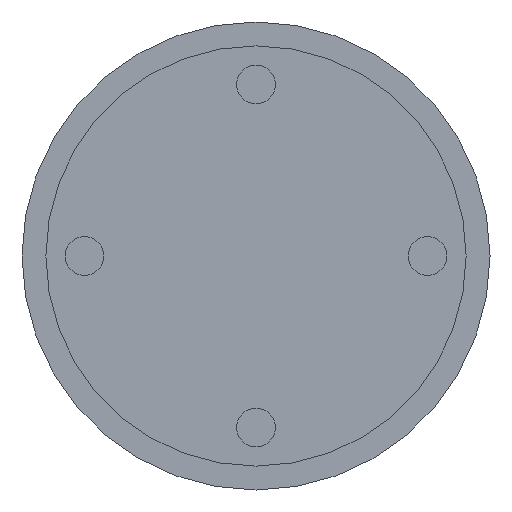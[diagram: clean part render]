
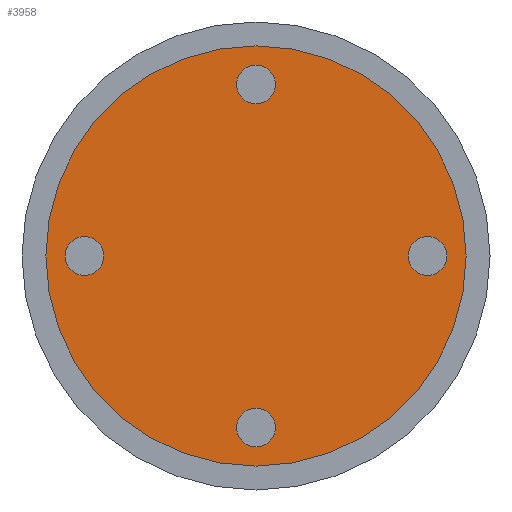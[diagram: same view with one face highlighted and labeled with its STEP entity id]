
A CAD part, front view. The second image highlights one B-rep face of the part: STEP entity #3958.
In plain terms, the highlighted planar face has unit normal (0, -1, 0).
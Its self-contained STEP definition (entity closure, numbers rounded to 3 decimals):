
#182 = ORIENTED_EDGE ( 'NONE', *, *, #4271, .F. ) ;
#184 = DIRECTION ( 'NONE',  ( 0., 0., -1. ) ) ;
#285 = VERTEX_POINT ( 'NONE', #5597 ) ;
#740 = AXIS2_PLACEMENT_3D ( 'NONE', #9950, #9138, #6786 ) ;
#822 = EDGE_CURVE ( 'NONE', #1896, #5324, #2583, .T. ) ;
#853 = DIRECTION ( 'NONE',  ( 0., -1., 0. ) ) ;
#1033 = DIRECTION ( 'NONE',  ( 0., -1., 0. ) ) ;
#1051 = VERTEX_POINT ( 'NONE', #3516 ) ;
#1271 = CIRCLE ( 'NONE', #5292, 0.405 ) ;
#1323 = DIRECTION ( 'NONE',  ( 0., -1., 0. ) ) ;
#1327 = AXIS2_PLACEMENT_3D ( 'NONE', #3942, #8857, #5637 ) ;
#1428 = EDGE_LOOP ( 'NONE', ( #2872, #9623 ) ) ;
#1450 = CARTESIAN_POINT ( 'NONE',  ( -3.592, 0.5, 0.405 ) ) ;
#1459 = VERTEX_POINT ( 'NONE', #2341 ) ;
#1475 = CIRCLE ( 'NONE', #8720, 0.405 ) ;
#1491 = EDGE_CURVE ( 'NONE', #9050, #6536, #6491, .T. ) ;
#1656 = EDGE_LOOP ( 'NONE', ( #8784, #5716 ) ) ;
#1692 = VERTEX_POINT ( 'NONE', #3685 ) ;
#1830 = EDGE_CURVE ( 'NONE', #5159, #9533, #8671, .T. ) ;
#1896 = VERTEX_POINT ( 'NONE', #4638 ) ;
#1919 = AXIS2_PLACEMENT_3D ( 'NONE', #3279, #853, #10264 ) ;
#1926 = CARTESIAN_POINT ( 'NONE',  ( 3.592, 0.5, 0. ) ) ;
#2046 = DIRECTION ( 'NONE',  ( 0., 0., -1. ) ) ;
#2218 = ORIENTED_EDGE ( 'NONE', *, *, #6809, .F. ) ;
#2265 = AXIS2_PLACEMENT_3D ( 'NONE', #7038, #1323, #7088 ) ;
#2341 = CARTESIAN_POINT ( 'NONE',  ( 0., 0.5, 3.997 ) ) ;
#2372 = ORIENTED_EDGE ( 'NONE', *, *, #9216, .F. ) ;
#2489 = AXIS2_PLACEMENT_3D ( 'NONE', #1926, #1033, #5839 ) ;
#2526 = CARTESIAN_POINT ( 'NONE',  ( 0., 0.5, 3.592 ) ) ;
#2548 = FACE_OUTER_BOUND ( 'NONE', #5353, .T. ) ;
#2583 = CIRCLE ( 'NONE', #7170, 0.405 ) ;
#2814 = DIRECTION ( 'NONE',  ( 0., 0., -1. ) ) ;
#2872 = ORIENTED_EDGE ( 'NONE', *, *, #822, .F. ) ;
#3024 = EDGE_CURVE ( 'NONE', #6536, #9050, #9820, .T. ) ;
#3083 = CARTESIAN_POINT ( 'NONE',  ( 3.592, 0.5, -0.405 ) ) ;
#3100 = DIRECTION ( 'NONE',  ( 0., -1., 0. ) ) ;
#3279 = CARTESIAN_POINT ( 'NONE',  ( 0., 0.5, 0. ) ) ;
#3491 = EDGE_CURVE ( 'NONE', #9533, #5159, #4841, .T. ) ;
#3516 = CARTESIAN_POINT ( 'NONE',  ( 0., 0.5, -3.187 ) ) ;
#3685 = CARTESIAN_POINT ( 'NONE',  ( 0., 0.5, 3.187 ) ) ;
#3842 = DIRECTION ( 'NONE',  ( 0., -1., 0. ) ) ;
#3942 = CARTESIAN_POINT ( 'NONE',  ( 0., 0.5, 3.592 ) ) ;
#3954 = CARTESIAN_POINT ( 'NONE',  ( 0., 0.5, 0. ) ) ;
#3958 = ADVANCED_FACE ( 'NONE', ( #5057, #6635, #9088, #9756, #2548 ), #8991, .T. ) ;
#4060 = CIRCLE ( 'NONE', #5253, 0.405 ) ;
#4271 = EDGE_CURVE ( 'NONE', #1459, #1692, #5359, .T. ) ;
#4315 = AXIS2_PLACEMENT_3D ( 'NONE', #3954, #6044, #2814 ) ;
#4332 = DIRECTION ( 'NONE',  ( 0., 0., -1. ) ) ;
#4586 = CARTESIAN_POINT ( 'NONE',  ( 0., 0.5, 4.4 ) ) ;
#4638 = CARTESIAN_POINT ( 'NONE',  ( -3.592, 0.5, -0.405 ) ) ;
#4742 = ORIENTED_EDGE ( 'NONE', *, *, #9976, .F. ) ;
#4841 = CIRCLE ( 'NONE', #2489, 0.405 ) ;
#4905 = DIRECTION ( 'NONE',  ( 0., 0., -1. ) ) ;
#5057 = FACE_BOUND ( 'NONE', #8963, .T. ) ;
#5159 = VERTEX_POINT ( 'NONE', #3083 ) ;
#5253 = AXIS2_PLACEMENT_3D ( 'NONE', #9095, #6594, #4332 ) ;
#5283 = EDGE_CURVE ( 'NONE', #5324, #1896, #9969, .T. ) ;
#5292 = AXIS2_PLACEMENT_3D ( 'NONE', #10132, #3842, #2046 ) ;
#5324 = VERTEX_POINT ( 'NONE', #1450 ) ;
#5353 = EDGE_LOOP ( 'NONE', ( #6382, #8956 ) ) ;
#5359 = CIRCLE ( 'NONE', #1327, 0.405 ) ;
#5597 = CARTESIAN_POINT ( 'NONE',  ( 0., 0.5, -3.997 ) ) ;
#5637 = DIRECTION ( 'NONE',  ( 0., 0., -1. ) ) ;
#5716 = ORIENTED_EDGE ( 'NONE', *, *, #3491, .F. ) ;
#5839 = DIRECTION ( 'NONE',  ( 0., 0., -1. ) ) ;
#5926 = CARTESIAN_POINT ( 'NONE',  ( 3.592, 0.5, 0.405 ) ) ;
#6044 = DIRECTION ( 'NONE',  ( 0., -1., 0. ) ) ;
#6329 = AXIS2_PLACEMENT_3D ( 'NONE', #8442, #7374, #4905 ) ;
#6350 = DIRECTION ( 'NONE',  ( 0., 0., -1. ) ) ;
#6382 = ORIENTED_EDGE ( 'NONE', *, *, #1491, .T. ) ;
#6491 = CIRCLE ( 'NONE', #1919, 4.4 ) ;
#6536 = VERTEX_POINT ( 'NONE', #4586 ) ;
#6594 = DIRECTION ( 'NONE',  ( 0., -1., 0. ) ) ;
#6635 = FACE_BOUND ( 'NONE', #1656, .T. ) ;
#6786 = DIRECTION ( 'NONE',  ( 0., 0., -1. ) ) ;
#6809 = EDGE_CURVE ( 'NONE', #1051, #285, #1271, .T. ) ;
#6884 = CARTESIAN_POINT ( 'NONE',  ( 0., 0.5, -4.4 ) ) ;
#7038 = CARTESIAN_POINT ( 'NONE',  ( 3.592, 0.5, 0. ) ) ;
#7088 = DIRECTION ( 'NONE',  ( 0., 0., -1. ) ) ;
#7170 = AXIS2_PLACEMENT_3D ( 'NONE', #7707, #3100, #6350 ) ;
#7374 = DIRECTION ( 'NONE',  ( 0., -1., 0. ) ) ;
#7707 = CARTESIAN_POINT ( 'NONE',  ( -3.592, 0.5, 0. ) ) ;
#8173 = DIRECTION ( 'NONE',  ( 0., -1., 0. ) ) ;
#8442 = CARTESIAN_POINT ( 'NONE',  ( 0., 0.5, 0. ) ) ;
#8671 = CIRCLE ( 'NONE', #2265, 0.405 ) ;
#8720 = AXIS2_PLACEMENT_3D ( 'NONE', #2526, #8173, #184 ) ;
#8784 = ORIENTED_EDGE ( 'NONE', *, *, #1830, .F. ) ;
#8808 = EDGE_LOOP ( 'NONE', ( #4742, #182 ) ) ;
#8857 = DIRECTION ( 'NONE',  ( 0., -1., 0. ) ) ;
#8956 = ORIENTED_EDGE ( 'NONE', *, *, #3024, .T. ) ;
#8963 = EDGE_LOOP ( 'NONE', ( #2372, #2218 ) ) ;
#8991 = PLANE ( 'NONE',  #4315 ) ;
#9050 = VERTEX_POINT ( 'NONE', #6884 ) ;
#9088 = FACE_BOUND ( 'NONE', #8808, .T. ) ;
#9095 = CARTESIAN_POINT ( 'NONE',  ( 0., 0.5, -3.592 ) ) ;
#9138 = DIRECTION ( 'NONE',  ( 0., -1., 0. ) ) ;
#9216 = EDGE_CURVE ( 'NONE', #285, #1051, #4060, .T. ) ;
#9533 = VERTEX_POINT ( 'NONE', #5926 ) ;
#9623 = ORIENTED_EDGE ( 'NONE', *, *, #5283, .F. ) ;
#9756 = FACE_BOUND ( 'NONE', #1428, .T. ) ;
#9820 = CIRCLE ( 'NONE', #6329, 4.4 ) ;
#9950 = CARTESIAN_POINT ( 'NONE',  ( -3.592, 0.5, 0. ) ) ;
#9969 = CIRCLE ( 'NONE', #740, 0.405 ) ;
#9976 = EDGE_CURVE ( 'NONE', #1692, #1459, #1475, .T. ) ;
#10132 = CARTESIAN_POINT ( 'NONE',  ( 0., 0.5, -3.592 ) ) ;
#10264 = DIRECTION ( 'NONE',  ( 0., 0., -1. ) ) ;
